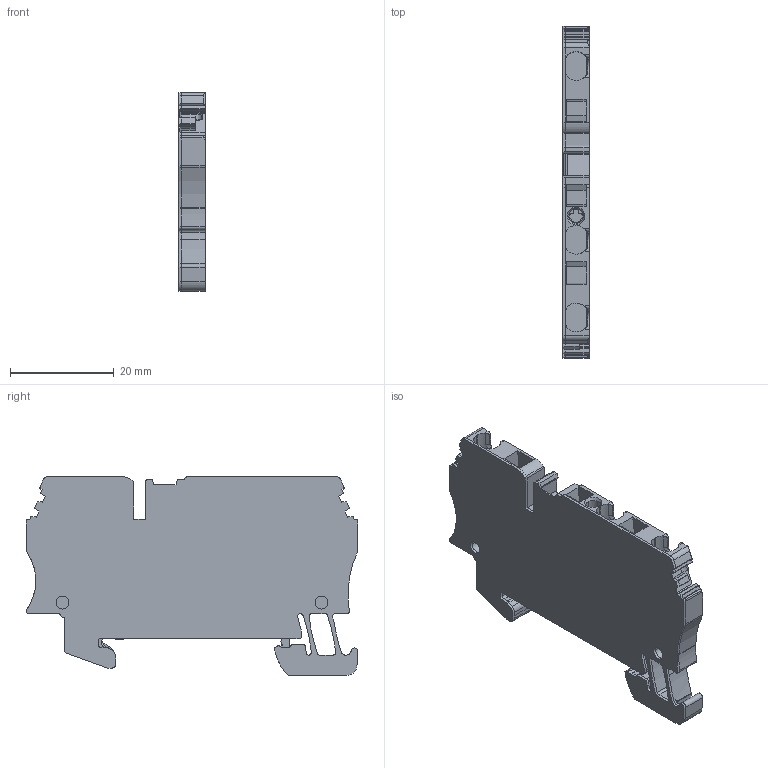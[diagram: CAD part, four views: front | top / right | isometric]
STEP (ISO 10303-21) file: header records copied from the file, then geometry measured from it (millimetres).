
FILE_DESCRIPTION(('CATIA V5R22 STEP214','CAx-IF Rec.Pracs.--- Model Styling and Organization---1.4--- 2014-01-23'),'2;1');
FILE_NAME ('016988-5_0', '2021-04-13T04:53:20+00:00', ('Weidmueller Interface'), ('Weidmueller'), 'CATIA Version 5-6 Release 2016 SP3 HF44', 'CATIA V5 STEP AP214', 'none');
FILE_SCHEMA(('AUTOMOTIVE_DESIGN { 1 0 10303 214 1 1 1 1 }'));
Length unit declared in the file: millimetre
Products named in the file (1): ZPE 2.5/3AN N_AllCATPart
Bounding box: 5.1 x 64.05 x 38.35 mm (x, y, z)
Volume: 8907.1 mm3; surface area: 9931.2 mm2
Topology: 5 solids, 5 shells, 514 faces, 1503 edges, 1007 vertices
Faces by surface type: plane 308, cylinder 193, extrusion 7, cone 5, torus 1
Entity records: 15885 total; most frequent: CARTESIAN_POINT 3138, ORIENTED_EDGE 3006, DIRECTION 2039, EDGE_CURVE 1503, VECTOR 1080, LINE 1073, VERTEX_POINT 1007, AXIS2_PLACEMENT_3D 670
